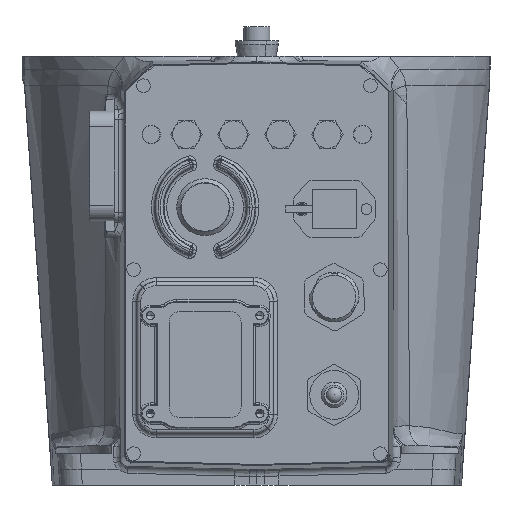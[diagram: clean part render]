
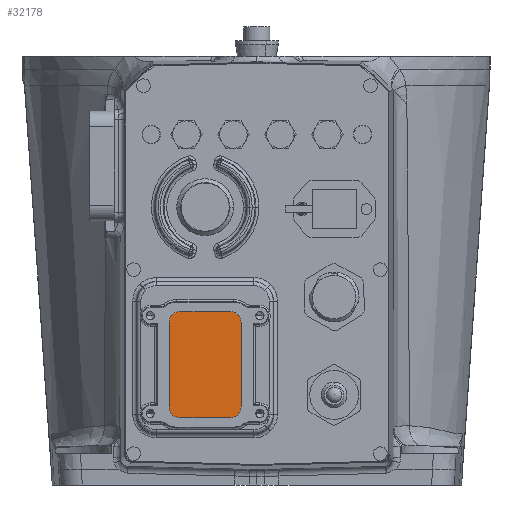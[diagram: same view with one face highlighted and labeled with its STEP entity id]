
A CAD part, left-side view. The second image highlights one B-rep face of the part: STEP entity #32178.
In plain terms, the highlighted planar face has unit normal (-1, 0, 0).
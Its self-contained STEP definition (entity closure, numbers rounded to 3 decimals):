
#21 = AXIS2_PLACEMENT_3D ( 'NONE', #15716, #31072, #15368 ) ;
#70 = LINE ( 'NONE', #21186, #22891 ) ;
#623 = CARTESIAN_POINT ( 'NONE',  ( -181.6, 39.358, 39.926 ) ) ;
#1155 = CARTESIAN_POINT ( 'NONE',  ( -181.6, 39.358, 34.426 ) ) ;
#1487 = EDGE_CURVE ( 'NONE', #25072, #23564, #16407, .T. ) ;
#1624 = VERTEX_POINT ( 'NONE', #1155 ) ;
#1645 = EDGE_CURVE ( 'NONE', #1624, #23610, #32860, .T. ) ;
#1748 = FACE_OUTER_BOUND ( 'NONE', #18835, .T. ) ;
#1782 = CARTESIAN_POINT ( 'NONE',  ( -181.6, 8.058, 83.126 ) ) ;
#2038 = EDGE_CURVE ( 'NONE', #24156, #5969, #4468, .T. ) ;
#2969 = CARTESIAN_POINT ( 'NONE',  ( -181.6, 8.058, 39.926 ) ) ;
#3199 = DIRECTION ( 'NONE',  ( -1., 0., 0. ) ) ;
#4468 = CIRCLE ( 'NONE', #31158, 5.5 ) ;
#5127 = ORIENTED_EDGE ( 'NONE', *, *, #20886, .T. ) ;
#5969 = VERTEX_POINT ( 'NONE', #13575 ) ;
#6315 = CARTESIAN_POINT ( 'NONE',  ( -181.6, 13.558, 34.426 ) ) ;
#6446 = ORIENTED_EDGE ( 'NONE', *, *, #1487, .T. ) ;
#6618 = VECTOR ( 'NONE', #25011, 1000. ) ;
#8158 = DIRECTION ( 'NONE',  ( 0., -1., 0. ) ) ;
#8410 = DIRECTION ( 'NONE',  ( 0., 0., -1. ) ) ;
#9647 = EDGE_CURVE ( 'NONE', #23610, #15878, #14693, .T. ) ;
#9686 = AXIS2_PLACEMENT_3D ( 'NONE', #14691, #12150, #20154 ) ;
#10265 = ORIENTED_EDGE ( 'NONE', *, *, #2038, .T. ) ;
#11175 = DIRECTION ( 'NONE',  ( -1., 0., 0. ) ) ;
#11567 = CARTESIAN_POINT ( 'NONE',  ( -181.6, 13.558, 88.626 ) ) ;
#11684 = CARTESIAN_POINT ( 'NONE',  ( -181.6, 39.358, 83.126 ) ) ;
#12150 = DIRECTION ( 'NONE',  ( -1., 0., 0. ) ) ;
#12216 = CARTESIAN_POINT ( 'NONE',  ( -181.6, 8.058, 39.926 ) ) ;
#13575 = CARTESIAN_POINT ( 'NONE',  ( -181.6, 44.858, 83.126 ) ) ;
#13979 = CIRCLE ( 'NONE', #23804, 5.5 ) ;
#14691 = CARTESIAN_POINT ( 'NONE',  ( -181.6, 44.608, 35.57 ) ) ;
#14693 = CIRCLE ( 'NONE', #21, 5.5 ) ;
#14778 = DIRECTION ( 'NONE',  ( 0., 1., 0. ) ) ;
#14820 = ORIENTED_EDGE ( 'NONE', *, *, #19830, .T. ) ;
#14998 = EDGE_CURVE ( 'NONE', #23564, #24156, #29126, .T. ) ;
#15368 = DIRECTION ( 'NONE',  ( 0., -1., 0. ) ) ;
#15375 = EDGE_CURVE ( 'NONE', #28912, #1624, #13979, .T. ) ;
#15716 = CARTESIAN_POINT ( 'NONE',  ( -181.6, 13.558, 39.926 ) ) ;
#15878 = VERTEX_POINT ( 'NONE', #2969 ) ;
#15898 = CARTESIAN_POINT ( 'NONE',  ( -181.6, 44.858, 39.926 ) ) ;
#16407 = CIRCLE ( 'NONE', #21878, 5.5 ) ;
#16622 = ORIENTED_EDGE ( 'NONE', *, *, #14998, .T. ) ;
#17492 = LINE ( 'NONE', #12216, #20191 ) ;
#18835 = EDGE_LOOP ( 'NONE', ( #10265, #14820, #27312, #21732, #20912, #5127, #6446, #16622 ) ) ;
#18859 = DIRECTION ( 'NONE',  ( 0., -1., 0. ) ) ;
#19830 = EDGE_CURVE ( 'NONE', #5969, #28912, #70, .T. ) ;
#20154 = DIRECTION ( 'NONE',  ( 0., 1., 0. ) ) ;
#20191 = VECTOR ( 'NONE', #20389, 1000. ) ;
#20389 = DIRECTION ( 'NONE',  ( 0., 0., 1. ) ) ;
#20886 = EDGE_CURVE ( 'NONE', #15878, #25072, #17492, .T. ) ;
#20912 = ORIENTED_EDGE ( 'NONE', *, *, #9647, .T. ) ;
#21186 = CARTESIAN_POINT ( 'NONE',  ( -181.6, 44.858, 83.126 ) ) ;
#21732 = ORIENTED_EDGE ( 'NONE', *, *, #1645, .T. ) ;
#21878 = AXIS2_PLACEMENT_3D ( 'NONE', #23999, #3199, #8158 ) ;
#22891 = VECTOR ( 'NONE', #8410, 1000. ) ;
#23564 = VERTEX_POINT ( 'NONE', #29675 ) ;
#23610 = VERTEX_POINT ( 'NONE', #6315 ) ;
#23804 = AXIS2_PLACEMENT_3D ( 'NONE', #623, #26700, #18859 ) ;
#23999 = CARTESIAN_POINT ( 'NONE',  ( -181.6, 13.558, 83.126 ) ) ;
#24156 = VERTEX_POINT ( 'NONE', #24170 ) ;
#24170 = CARTESIAN_POINT ( 'NONE',  ( -181.6, 39.358, 88.626 ) ) ;
#25011 = DIRECTION ( 'NONE',  ( 0., -1., 0. ) ) ;
#25072 = VERTEX_POINT ( 'NONE', #1782 ) ;
#25438 = PLANE ( 'NONE',  #9686 ) ;
#26700 = DIRECTION ( 'NONE',  ( -1., 0., 0. ) ) ;
#27312 = ORIENTED_EDGE ( 'NONE', *, *, #15375, .T. ) ;
#28912 = VERTEX_POINT ( 'NONE', #15898 ) ;
#29126 = LINE ( 'NONE', #11567, #31966 ) ;
#29675 = CARTESIAN_POINT ( 'NONE',  ( -181.6, 13.558, 88.626 ) ) ;
#30804 = CARTESIAN_POINT ( 'NONE',  ( -181.6, 39.358, 34.426 ) ) ;
#31072 = DIRECTION ( 'NONE',  ( -1., 0., 0. ) ) ;
#31158 = AXIS2_PLACEMENT_3D ( 'NONE', #11684, #11175, #31817 ) ;
#31817 = DIRECTION ( 'NONE',  ( 0., -1., 0. ) ) ;
#31966 = VECTOR ( 'NONE', #14778, 1000. ) ;
#32178 = ADVANCED_FACE ( 'NONE', ( #1748 ), #25438, .T. ) ;
#32860 = LINE ( 'NONE', #30804, #6618 ) ;
